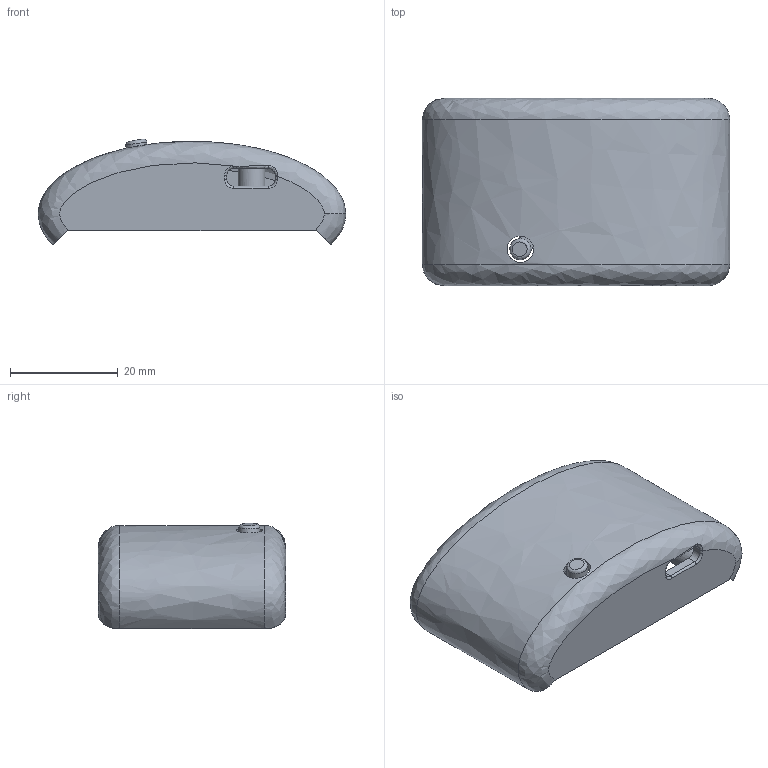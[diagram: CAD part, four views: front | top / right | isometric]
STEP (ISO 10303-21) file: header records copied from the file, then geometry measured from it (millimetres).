
FILE_DESCRIPTION(('FreeCAD Model'),'2;1');
FILE_NAME('Open CASCADE Shape Model','2025-11-07T18:42:36',(''),(''), 'Open CASCADE STEP processor 7.8','FreeCAD','Unknown');
FILE_SCHEMA(('AUTOMOTIVE_DESIGN { 1 0 10303 214 1 1 1 1 }'));
Length unit declared in the file: millimetre
Products named in the file (1): bodyTop
Bounding box: 57.15 x 34.8 x 19.7 mm (x, y, z)
Volume: 9311.9 mm3; surface area: 8541.1 mm2
Topology: 1 solids, 1 shells, 83 faces, 238 edges, 148 vertices
Faces by surface type: cylinder 30, plane 22, bspline 19, torus 7, extrusion 4, cone 1
Full cylindrical faces by diameter (mm): 1.45 x4, 1.6 x1, 3.9 x1, 4.9 x1, 5 x1
Entity records: 15710 total; most frequent: CARTESIAN_POINT 11436, DIRECTION 684, ORIENTED_EDGE 474, PCURVE 474, DEFINITIONAL_REPRESENTATION 474, VECTOR 387, LINE 383, EDGE_CURVE 237
